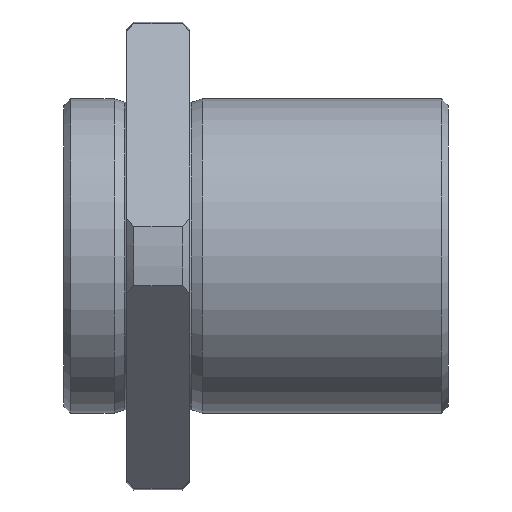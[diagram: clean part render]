
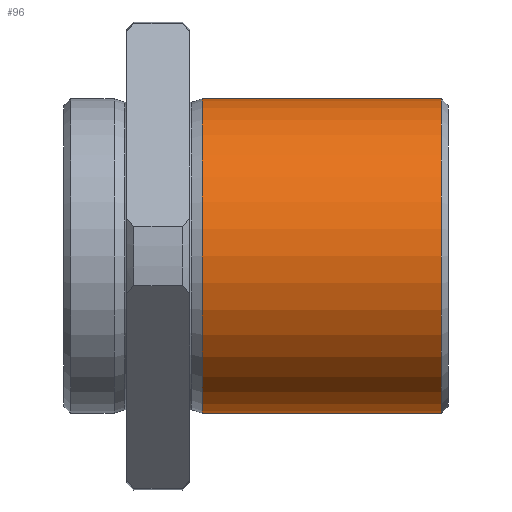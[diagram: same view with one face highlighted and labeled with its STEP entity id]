
A CAD part, front view. The second image highlights one B-rep face of the part: STEP entity #96.
In plain terms, the highlighted cylindrical face has radius 45 mm (diameter 90 mm), a full revolution.
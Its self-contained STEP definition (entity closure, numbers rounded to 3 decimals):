
#96 = ADVANCED_FACE( '', ( #219, #220 ), #221, .T. );
#219 = FACE_OUTER_BOUND( '', #397, .T. );
#220 = FACE_OUTER_BOUND( '', #398, .T. );
#221 = CYLINDRICAL_SURFACE( '', #399, 45. );
#397 = EDGE_LOOP( '', ( #569 ) );
#398 = EDGE_LOOP( '', ( #570 ) );
#399 = AXIS2_PLACEMENT_3D( '', #571, #572, #573 );
#569 = ORIENTED_EDGE( '', *, *, #888, .T. );
#570 = ORIENTED_EDGE( '', *, *, #889, .F. );
#571 = CARTESIAN_POINT( '', ( 110., 0., 0. ) );
#572 = DIRECTION( '', ( -1., 0., 0. ) );
#573 = DIRECTION( '', ( 0., 0., -1. ) );
#888 = EDGE_CURVE( '', #1014, #1014, #1015, .T. );
#889 = EDGE_CURVE( '', #1016, #1016, #1017, .T. );
#1014 = VERTEX_POINT( '', #1197 );
#1015 = CIRCLE( '', #1198, 45. );
#1016 = VERTEX_POINT( '', #1199 );
#1017 = CIRCLE( '', #1200, 45. );
#1197 = CARTESIAN_POINT( '', ( 39.6, 0., -45. ) );
#1198 = AXIS2_PLACEMENT_3D( '', #1445, #1446, #1447 );
#1199 = CARTESIAN_POINT( '', ( 108., 0., -45. ) );
#1200 = AXIS2_PLACEMENT_3D( '', #1448, #1449, #1450 );
#1445 = CARTESIAN_POINT( '', ( 39.6, 0., 0. ) );
#1446 = DIRECTION( '', ( 1., 0., 0. ) );
#1447 = DIRECTION( '', ( 0., 0., -1. ) );
#1448 = CARTESIAN_POINT( '', ( 108., 0., 0. ) );
#1449 = DIRECTION( '', ( 1., 0., 0. ) );
#1450 = DIRECTION( '', ( 0., 0., -1. ) );
